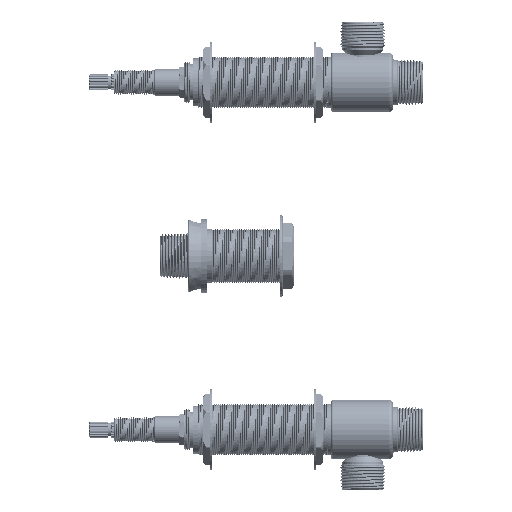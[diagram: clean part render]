
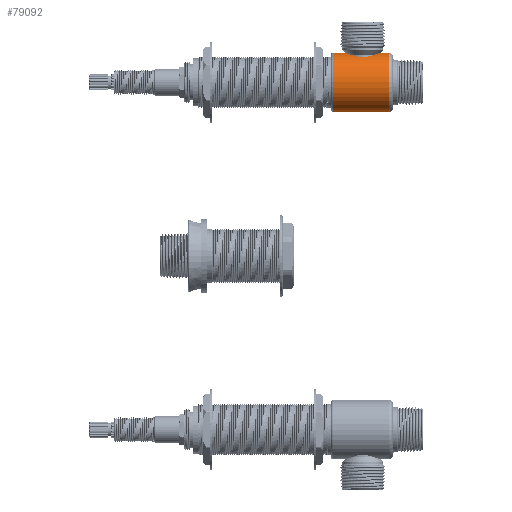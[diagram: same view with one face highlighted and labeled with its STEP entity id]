
A CAD part, left-side view. The second image highlights one B-rep face of the part: STEP entity #79092.
In plain terms, the highlighted cylindrical face has radius 17.399 mm (diameter 34.798 mm), a partial arc.
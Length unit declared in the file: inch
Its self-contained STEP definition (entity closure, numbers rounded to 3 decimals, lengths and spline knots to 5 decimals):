
#59237=CARTESIAN_POINT('',(0.,-3.12,0.));
#59238=DIRECTION('',(0.,1.,0.));
#59239=DIRECTION('',(-1.,0.,0.));
#59240=AXIS2_PLACEMENT_3D('',#59237,#59238,#59239);
#59247=CARTESIAN_POINT('',(0.685,-3.3875,0.));
#59248=CARTESIAN_POINT('',(0.685,-3.3875,0.01516));
#59249=CARTESIAN_POINT('',(0.68401,-3.39012,
0.04583));
#59250=CARTESIAN_POINT('',(0.67914,-3.40323,
0.09364));
#59251=CARTESIAN_POINT('',(0.67104,-3.42573,
0.14016));
#59252=CARTESIAN_POINT('',(0.66023,-3.45742,
0.1844));
#59253=CARTESIAN_POINT('',(0.64693,-3.49982,
0.2265));
#59254=CARTESIAN_POINT('',(0.6373,-3.53477,
0.25144));
#59255=CARTESIAN_POINT('',(0.6325,-3.55417,0.263));
#59257=CARTESIAN_POINT('',(0.6325,-3.55417,0.263));
#59258=CARTESIAN_POINT('',(0.62579,-3.57144,
0.27914));
#59259=CARTESIAN_POINT('',(0.61275,-3.608,
0.30711));
#59260=CARTESIAN_POINT('',(0.59601,-3.66997,
0.33803));
#59261=CARTESIAN_POINT('',(0.58517,-3.73511,
0.35616));
#59262=CARTESIAN_POINT('',(0.58156,-3.80032,
0.36194));
#59263=CARTESIAN_POINT('',(0.58523,-3.86539,
0.35606));
#59264=CARTESIAN_POINT('',(0.59606,-3.93027,
0.33792));
#59265=CARTESIAN_POINT('',(0.61277,-3.99206,
0.30706));
#59266=CARTESIAN_POINT('',(0.62579,-4.02857,
0.27913));
#59267=CARTESIAN_POINT('',(0.6325,-4.04583,0.263));
#59269=CARTESIAN_POINT('',(0.6325,-4.04583,0.263));
#59270=CARTESIAN_POINT('',(0.63731,-4.06525,
0.25143));
#59271=CARTESIAN_POINT('',(0.64695,-4.10024,
0.22646));
#59272=CARTESIAN_POINT('',(0.66025,-4.14264,
0.18433));
#59273=CARTESIAN_POINT('',(0.67107,-4.17435,
0.14002));
#59274=CARTESIAN_POINT('',(0.67913,-4.19676,
0.09365));
#59275=CARTESIAN_POINT('',(0.68401,-4.20987,
0.04586));
#59276=CARTESIAN_POINT('',(0.685,-4.2125,0.01518));
#59277=CARTESIAN_POINT('',(0.685,-4.2125,0.));
#59279=CARTESIAN_POINT('',(0.,-4.4,0.));
#59280=DIRECTION('',(0.,1.,0.));
#59281=DIRECTION('',(-1.,0.,0.));
#59282=AXIS2_PLACEMENT_3D('',#59279,#59280,#59281);
#59309=DIRECTION('',(0.,1.,0.));
#59310=VECTOR('',#59309,0.1875);
#59311=CARTESIAN_POINT('',(0.685,-4.4,0.));
#59312=LINE('',#59311,#59310);
#59343=CARTESIAN_POINT('',(0.685,-3.3875,0.));
#59345=DIRECTION('',(0.,1.,0.));
#59346=VECTOR('',#59345,0.2675);
#59347=CARTESIAN_POINT('',(0.685,-3.3875,0.));
#59348=LINE('',#59347,#59346);
#59349=DIRECTION('',(0.,1.,0.));
#59350=VECTOR('',#59349,1.28);
#59351=CARTESIAN_POINT('',(-0.685,-4.4,0.));
#59352=LINE('',#59351,#59350);
#61784=CARTESIAN_POINT('',(0.6325,-3.55417,0.263));
#61785=CARTESIAN_POINT('',(0.6325,-4.04583,0.263));
#61786=VERTEX_POINT('',#61784);
#61787=VERTEX_POINT('',#61785);
#61860=VERTEX_POINT('',#59277);
#61861=VERTEX_POINT('',#59343);
#61870=CARTESIAN_POINT('',(0.685,-3.12,0.));
#61871=CARTESIAN_POINT('',(-0.685,-3.12,0.));
#61872=VERTEX_POINT('',#61870);
#61873=VERTEX_POINT('',#61871);
#61874=CARTESIAN_POINT('',(-0.685,-4.4,0.));
#61875=CARTESIAN_POINT('',(0.685,-4.4,0.));
#61876=VERTEX_POINT('',#61874);
#61877=VERTEX_POINT('',#61875);
#79070=CARTESIAN_POINT('',(0.,0.225,0.));
#79071=DIRECTION('',(0.,-1.,0.));
#79072=DIRECTION('',(-1.,0.,0.));
#79073=AXIS2_PLACEMENT_3D('',#79070,#79071,#79072);
#79074=CYLINDRICAL_SURFACE('',#79073,0.685);
#79076=ORIENTED_EDGE('',*,*,#79075,.F.);
#79078=ORIENTED_EDGE('',*,*,#79077,.T.);
#79079=ORIENTED_EDGE('',*,*,#79064,.T.);
#79081=ORIENTED_EDGE('',*,*,#79080,.F.);
#79083=ORIENTED_EDGE('',*,*,#79082,.T.);
#79085=ORIENTED_EDGE('',*,*,#79084,.T.);
#79087=ORIENTED_EDGE('',*,*,#79086,.T.);
#79089=ORIENTED_EDGE('',*,*,#79088,.F.);
#79090=EDGE_LOOP('',(#79076,#79078,#79079,#79081,#79083,#79085,#79087,#79089));
#79091=FACE_OUTER_BOUND('',#79090,.F.);
#79092=ADVANCED_FACE('',(#79091),#79074,.T.);
#59241=CIRCLE('',#59240,0.685);
#59256=B_SPLINE_CURVE_WITH_KNOTS('',3,(#59247,#59248,#59249,#59250,#59251,
#59252,#59253,#59254,#59255),.UNSPECIFIED.,.F.,.F.,(4,1,1,1,1,1,4),(0.,
0.16667,0.33333,0.5,0.66667,0.83333,
1.),.UNSPECIFIED.);
#59268=B_SPLINE_CURVE_WITH_KNOTS('',3,(#59257,#59258,#59259,#59260,#59261,
#59262,#59263,#59264,#59265,#59266,#59267),.UNSPECIFIED.,.F.,.F.,(4,1,1,1,1,1,1,
1,4),(0.,0.125,0.25,0.375,0.5,0.625,0.75,0.875,1.),
.UNSPECIFIED.);
#59278=B_SPLINE_CURVE_WITH_KNOTS('',3,(#59269,#59270,#59271,#59272,#59273,
#59274,#59275,#59276,#59277),.UNSPECIFIED.,.F.,.F.,(4,1,1,1,1,1,4),(0.,
0.16667,0.33333,0.5,0.66667,0.83333,
1.),.UNSPECIFIED.);
#59283=CIRCLE('',#59282,0.685);
#79064=EDGE_CURVE('',#61873,#61872,#59241,.T.);
#79075=EDGE_CURVE('',#61876,#61877,#59283,.T.);
#79077=EDGE_CURVE('',#61876,#61873,#59352,.T.);
#79080=EDGE_CURVE('',#61861,#61872,#59348,.T.);
#79082=EDGE_CURVE('',#61861,#61786,#59256,.T.);
#79084=EDGE_CURVE('',#61786,#61787,#59268,.T.);
#79086=EDGE_CURVE('',#61787,#61860,#59278,.T.);
#79088=EDGE_CURVE('',#61877,#61860,#59312,.T.);
